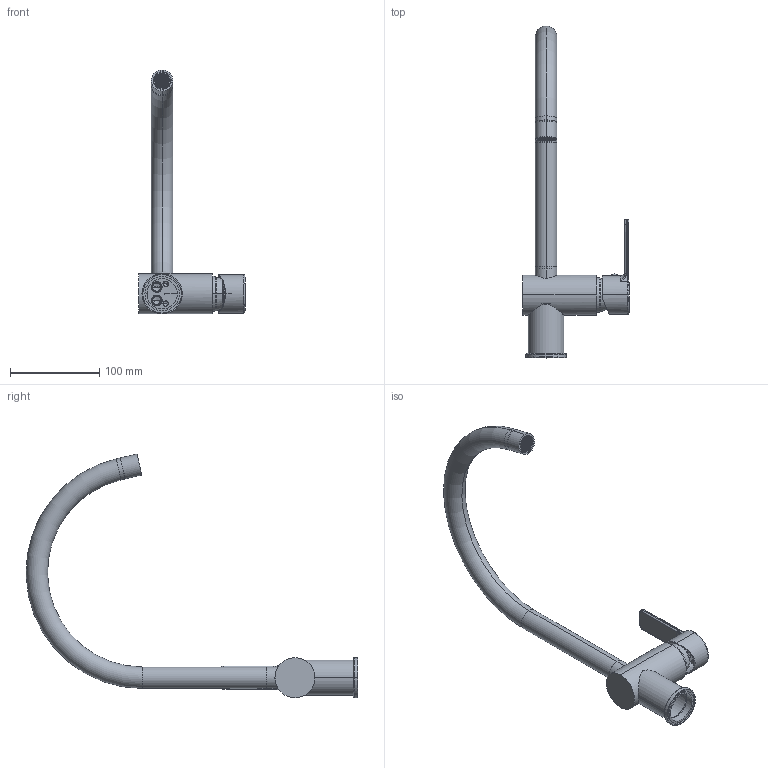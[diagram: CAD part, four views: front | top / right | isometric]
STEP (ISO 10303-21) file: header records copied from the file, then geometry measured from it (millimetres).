
FILE_DESCRIPTION((''),'2;1');
FILE_NAME('WS180CR','2021-11-05T13:05:07',('ut3'),('PAFFONI SpA'),'CREO PARAMETRIC BY PTC INC, 2020044','CREO PARAMETRIC BY PTC INC, 2020044','');
FILE_SCHEMA(('CONFIG_CONTROL_DESIGN','SHAPE_APPEARANCE_LAYERS_GROUPS'));
Length unit declared in the file: millimetre
Products named in the file (1): WS180CR
Bounding box: 118.83 x 370.86 x 272.52 mm (x, y, z)
Volume: 200881.2 mm3; surface area: 151740.6 mm2
Topology: 3 solids, 3 shells, 3635 faces, 10604 edges, 6890 vertices
Faces by surface type: plane 2536, cylinder 599, cone 225, torus 105, bspline 97, sphere 40, extrusion 33
Entity records: 159322 total; most frequent: CARTESIAN_POINT 35122, ORIENTED_EDGE 21112, DIRECTION 19796, EDGE_CURVE 10556, VECTOR 6988, LINE 6955, VERTEX_POINT 6890, AXIS2_PLACEMENT_3D 6404
